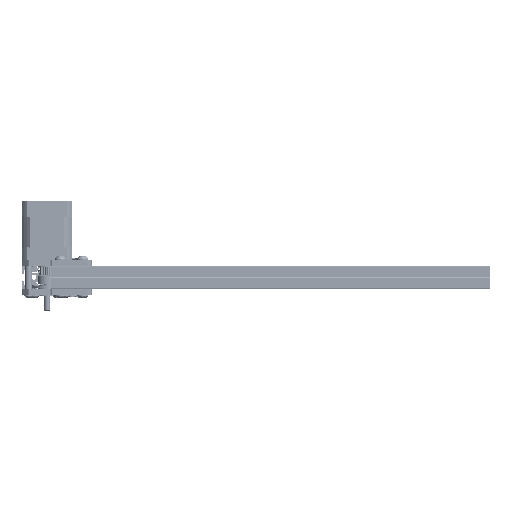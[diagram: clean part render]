
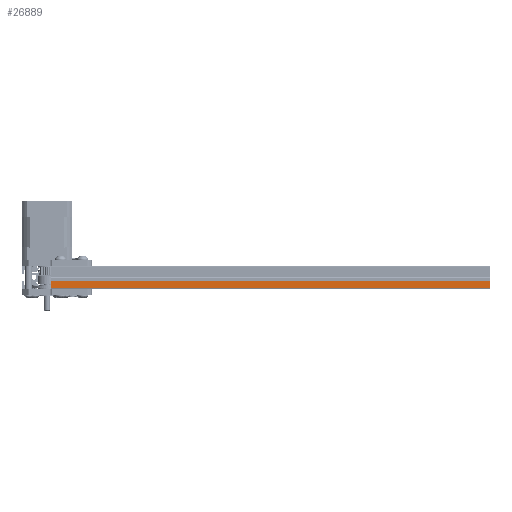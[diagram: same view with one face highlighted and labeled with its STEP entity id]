
A CAD part, left-side view. The second image highlights one B-rep face of the part: STEP entity #26889.
In plain terms, the highlighted face is planar.
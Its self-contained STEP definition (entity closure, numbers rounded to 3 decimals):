
#2031=PLANE('',#30428);
#4072=FACE_OUTER_BOUND('',#5814,.T.);
#5814=EDGE_LOOP('',(#25039,#25040,#25041,#25042));
#7927=LINE('',#49300,#10088);
#7928=LINE('',#49303,#10089);
#7929=LINE('',#49305,#10090);
#7930=LINE('',#49306,#10091);
#10088=VECTOR('',#38759,1000.);
#10089=VECTOR('',#38762,1000.);
#10090=VECTOR('',#38763,10.);
#10091=VECTOR('',#38764,1000.);
#13994=VERTEX_POINT('',#49296);
#13995=VERTEX_POINT('',#49298);
#13996=VERTEX_POINT('',#49302);
#13997=VERTEX_POINT('',#49304);
#17707=EDGE_CURVE('',#13995,#13994,#7927,.T.);
#17708=EDGE_CURVE('',#13994,#13996,#7928,.T.);
#17709=EDGE_CURVE('',#13995,#13997,#7929,.T.);
#17710=EDGE_CURVE('',#13997,#13996,#7930,.T.);
#25039=ORIENTED_EDGE('',*,*,#17708,.F.);
#25040=ORIENTED_EDGE('',*,*,#17707,.F.);
#25041=ORIENTED_EDGE('',*,*,#17709,.T.);
#25042=ORIENTED_EDGE('',*,*,#17710,.T.);
#26889=ADVANCED_FACE('',(#4072),#2031,.T.);
#30428=AXIS2_PLACEMENT_3D('',#49301,#38760,#38761);
#38759=DIRECTION('',(0.,0.,1.));
#38760=DIRECTION('center_axis',(0.,1.,0.));
#38761=DIRECTION('ref_axis',(0.,0.,1.));
#38762=DIRECTION('',(-1.,0.,0.));
#38763=DIRECTION('',(-1.,0.,0.));
#38764=DIRECTION('',(0.,0.,1.));
#49296=CARTESIAN_POINT('',(9.,10.,20.));
#49298=CARTESIAN_POINT('',(9.,10.,-350.));
#49300=CARTESIAN_POINT('',(9.,10.,-200.));
#49301=CARTESIAN_POINT('Origin',(9.,10.,-200.));
#49302=CARTESIAN_POINT('',(3.,10.,20.));
#49303=CARTESIAN_POINT('',(9.,10.,20.));
#49304=CARTESIAN_POINT('',(3.,10.,-350.));
#49305=CARTESIAN_POINT('',(0.,10.,-350.));
#49306=CARTESIAN_POINT('',(3.,10.,-200.));
